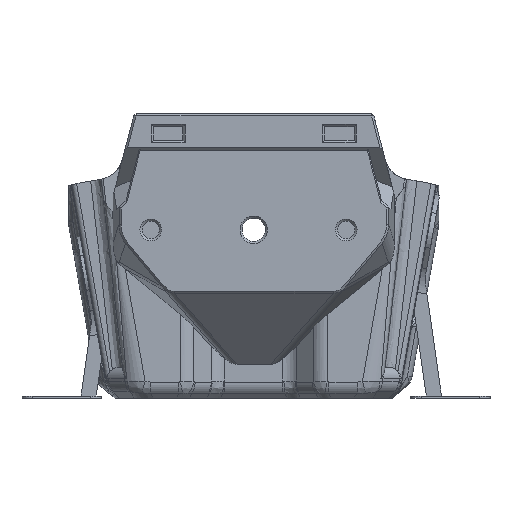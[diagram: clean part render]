
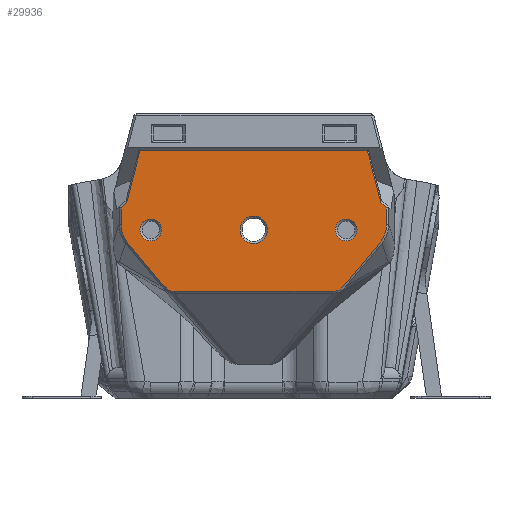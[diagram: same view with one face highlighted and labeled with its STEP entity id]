
A CAD part, front view. The second image highlights one B-rep face of the part: STEP entity #29936.
In plain terms, the highlighted planar face has unit normal (0, -1, 0).
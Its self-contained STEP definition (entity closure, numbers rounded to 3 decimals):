
#1447=B_SPLINE_CURVE_WITH_KNOTS('',3,(#54695,#54696,#54697,#54698),
 .UNSPECIFIED.,.F.,.F.,(4,4),(0.,0.001),
 .UNSPECIFIED.);
#1453=B_SPLINE_CURVE_WITH_KNOTS('',3,(#54755,#54756,#54757,#54758),
 .UNSPECIFIED.,.F.,.F.,(4,4),(0.,0.002),.UNSPECIFIED.);
#1458=B_SPLINE_CURVE_WITH_KNOTS('',3,(#54806,#54807,#54808,#54809),
 .UNSPECIFIED.,.F.,.F.,(4,4),(0.017,0.02),
 .UNSPECIFIED.);
#1462=B_SPLINE_CURVE_WITH_KNOTS('',3,(#54886,#54887,#54888,#54889),
 .UNSPECIFIED.,.F.,.F.,(4,4),(0.,0.001),
 .UNSPECIFIED.);
#1466=B_SPLINE_CURVE_WITH_KNOTS('',3,(#54929,#54930,#54931,#54932),
 .UNSPECIFIED.,.F.,.F.,(4,4),(0.,0.002),.UNSPECIFIED.);
#1471=B_SPLINE_CURVE_WITH_KNOTS('',3,(#54981,#54982,#54983,#54984),
 .UNSPECIFIED.,.F.,.F.,(4,4),(0.,0.004),.UNSPECIFIED.);
#2260=CIRCLE('',#32390,2.6);
#2261=CIRCLE('',#32421,2.05);
#2262=CIRCLE('',#32422,2.05);
#9777=ORIENTED_EDGE('',*,*,#15299,.T.);
#9778=ORIENTED_EDGE('',*,*,#15300,.T.);
#9779=ORIENTED_EDGE('',*,*,#15210,.T.);
#9780=ORIENTED_EDGE('',*,*,#15301,.T.);
#9781=ORIENTED_EDGE('',*,*,#11837,.T.);
#9782=ORIENTED_EDGE('',*,*,#15302,.F.);
#9783=ORIENTED_EDGE('',*,*,#15276,.F.);
#9784=ORIENTED_EDGE('',*,*,#15273,.T.);
#9785=ORIENTED_EDGE('',*,*,#15270,.F.);
#9786=ORIENTED_EDGE('',*,*,#15267,.F.);
#9787=ORIENTED_EDGE('',*,*,#15263,.F.);
#9788=ORIENTED_EDGE('',*,*,#15259,.F.);
#9789=ORIENTED_EDGE('',*,*,#15292,.F.);
#9790=ORIENTED_EDGE('',*,*,#15224,.T.);
#9791=ORIENTED_EDGE('',*,*,#15230,.T.);
#9792=ORIENTED_EDGE('',*,*,#15234,.T.);
#9793=ORIENTED_EDGE('',*,*,#15237,.T.);
#9794=ORIENTED_EDGE('',*,*,#15240,.F.);
#9795=ORIENTED_EDGE('',*,*,#15243,.T.);
#11837=EDGE_CURVE('',#16286,#16285,#19163,.T.);
#15210=EDGE_CURVE('',#18437,#18437,#2260,.F.);
#15224=EDGE_CURVE('',#18449,#18448,#1447,.T.);
#15230=EDGE_CURVE('',#18448,#18454,#1453,.T.);
#15234=EDGE_CURVE('',#18454,#18456,#21021,.T.);
#15237=EDGE_CURVE('',#18456,#18458,#1458,.T.);
#15240=EDGE_CURVE('',#18460,#18458,#21024,.F.);
#15243=EDGE_CURVE('',#18460,#18462,#21027,.T.);
#15259=EDGE_CURVE('',#18471,#18472,#1462,.T.);
#15263=EDGE_CURVE('',#18472,#18475,#1466,.T.);
#15267=EDGE_CURVE('',#18475,#18478,#21039,.T.);
#15270=EDGE_CURVE('',#18478,#18480,#1471,.T.);
#15273=EDGE_CURVE('',#18482,#18480,#21041,.F.);
#15276=EDGE_CURVE('',#18482,#18484,#21044,.T.);
#15292=EDGE_CURVE('',#18449,#18471,#21057,.T.);
#15299=EDGE_CURVE('',#18492,#18492,#2261,.T.);
#15300=EDGE_CURVE('',#18493,#18493,#2262,.T.);
#15301=EDGE_CURVE('',#18462,#16286,#21064,.T.);
#15302=EDGE_CURVE('',#18484,#16285,#21065,.T.);
#16285=VERTEX_POINT('',#40758);
#16286=VERTEX_POINT('',#40760);
#18437=VERTEX_POINT('',#54604);
#18448=VERTEX_POINT('',#54694);
#18449=VERTEX_POINT('',#54699);
#18454=VERTEX_POINT('',#54754);
#18456=VERTEX_POINT('',#54770);
#18458=VERTEX_POINT('',#54805);
#18460=VERTEX_POINT('',#54814);
#18462=VERTEX_POINT('',#54820);
#18471=VERTEX_POINT('',#54885);
#18472=VERTEX_POINT('',#54890);
#18475=VERTEX_POINT('',#54933);
#18478=VERTEX_POINT('',#54947);
#18480=VERTEX_POINT('',#54985);
#18482=VERTEX_POINT('',#54994);
#18484=VERTEX_POINT('',#55000);
#18492=VERTEX_POINT('',#55045);
#18493=VERTEX_POINT('',#55047);
#19163=LINE('',#40759,#21662);
#21021=LINE('',#54771,#23520);
#21024=LINE('',#54815,#23523);
#21027=LINE('',#54821,#23526);
#21039=LINE('',#54946,#23538);
#21041=LINE('',#54993,#23540);
#21044=LINE('',#54999,#23543);
#21057=LINE('',#55031,#23556);
#21064=LINE('',#55048,#23563);
#21065=LINE('',#55049,#23564);
#21662=VECTOR('',#33101,1000.);
#23520=VECTOR('',#38877,1000.);
#23523=VECTOR('',#38882,1000.);
#23526=VECTOR('',#38887,1000.);
#23538=VECTOR('',#38915,1000.);
#23540=VECTOR('',#38919,1000.);
#23543=VECTOR('',#38924,1000.);
#23556=VECTOR('',#38953,1000.);
#23563=VECTOR('',#38974,1000.);
#23564=VECTOR('',#38975,1000.);
#25477=EDGE_LOOP('',(#9777));
#25478=EDGE_LOOP('',(#9778));
#25479=EDGE_LOOP('',(#9779));
#25480=EDGE_LOOP('',(#9780,#9781,#9782,#9783,#9784,#9785,#9786,#9787,#9788,
#9789,#9790,#9791,#9792,#9793,#9794,#9795));
#27311=FACE_BOUND('',#25477,.T.);
#27312=FACE_BOUND('',#25478,.T.);
#27313=FACE_BOUND('',#25479,.T.);
#27314=FACE_BOUND('',#25480,.T.);
#28386=PLANE('',#32420);
#29936=ADVANCED_FACE('',(#27311,#27312,#27313,#27314),#28386,.T.);
#32390=AXIS2_PLACEMENT_3D('',#54603,#38860,#38861);
#32420=AXIS2_PLACEMENT_3D('',#55043,#38968,#38969);
#32421=AXIS2_PLACEMENT_3D('',#55044,#38970,#38971);
#32422=AXIS2_PLACEMENT_3D('',#55046,#38972,#38973);
#33101=DIRECTION('',(-1.,0.,0.));
#38860=DIRECTION('',(0.,-1.,0.));
#38861=DIRECTION('',(0.,0.,-1.));
#38877=DIRECTION('',(0.643,0.,0.766));
#38882=DIRECTION('',(0.,0.,1.));
#38887=DIRECTION('',(-0.714,0.,0.7));
#38915=DIRECTION('',(-0.643,0.,0.766));
#38919=DIRECTION('',(0.,0.,1.));
#38924=DIRECTION('',(0.714,0.,0.7));
#38953=DIRECTION('',(-1.,0.,0.));
#38968=DIRECTION('',(0.,-1.,0.));
#38969=DIRECTION('',(1.,0.,0.));
#38970=DIRECTION('',(0.,1.,0.));
#38971=DIRECTION('',(0.,0.,1.));
#38972=DIRECTION('',(0.,1.,0.));
#38973=DIRECTION('',(0.,0.,1.));
#38974=DIRECTION('',(-0.25,0.,0.968));
#38975=DIRECTION('',(0.25,0.,0.968));
#40758=CARTESIAN_POINT('',(-21.524,-30.914,46.796));
#40759=CARTESIAN_POINT('',(21.765,-30.914,46.796));
#40760=CARTESIAN_POINT('',(21.524,-30.914,46.796));
#54603=CARTESIAN_POINT('',(0.,-30.914,31.85));
#54604=CARTESIAN_POINT('',(0.,-30.914,29.25));
#54694=CARTESIAN_POINT('',(16.377,-30.914,20.624));
#54695=CARTESIAN_POINT('',(15.042,-30.914,20.209));
#54696=CARTESIAN_POINT('',(15.517,-30.914,20.209));
#54697=CARTESIAN_POINT('',(15.969,-30.914,20.384));
#54698=CARTESIAN_POINT('',(16.377,-30.914,20.624));
#54699=CARTESIAN_POINT('',(15.042,-30.914,20.209));
#54754=CARTESIAN_POINT('',(17.431,-30.914,21.735));
#54755=CARTESIAN_POINT('',(16.377,-30.914,20.624));
#54756=CARTESIAN_POINT('',(16.749,-30.914,20.974));
#54757=CARTESIAN_POINT('',(17.102,-30.914,21.344));
#54758=CARTESIAN_POINT('',(17.431,-30.914,21.735));
#54770=CARTESIAN_POINT('',(23.973,-30.914,29.532));
#54771=CARTESIAN_POINT('',(15.763,-30.914,19.748));
#54805=CARTESIAN_POINT('',(25.107,-30.914,32.789));
#54806=CARTESIAN_POINT('',(23.973,-30.914,29.532));
#54807=CARTESIAN_POINT('',(24.733,-30.914,30.439));
#54808=CARTESIAN_POINT('',(25.107,-30.914,31.616));
#54809=CARTESIAN_POINT('',(25.107,-30.914,32.789));
#54814=CARTESIAN_POINT('',(25.107,-30.914,35.993));
#54815=CARTESIAN_POINT('',(25.107,-30.914,32.976));
#54820=CARTESIAN_POINT('',(24.05,-30.914,37.028));
#54821=CARTESIAN_POINT('',(13.808,-30.914,47.065));
#54885=CARTESIAN_POINT('',(-15.042,-30.914,20.209));
#54886=CARTESIAN_POINT('',(-15.042,-30.914,20.209));
#54887=CARTESIAN_POINT('',(-15.517,-30.914,20.209));
#54888=CARTESIAN_POINT('',(-15.969,-30.914,20.384));
#54889=CARTESIAN_POINT('',(-16.377,-30.914,20.624));
#54890=CARTESIAN_POINT('',(-16.377,-30.914,20.624));
#54929=CARTESIAN_POINT('',(-16.377,-30.914,20.624));
#54930=CARTESIAN_POINT('',(-16.749,-30.914,20.974));
#54931=CARTESIAN_POINT('',(-17.102,-30.914,21.344));
#54932=CARTESIAN_POINT('',(-17.431,-30.914,21.735));
#54933=CARTESIAN_POINT('',(-17.431,-30.914,21.735));
#54946=CARTESIAN_POINT('',(-15.763,-30.914,19.748));
#54947=CARTESIAN_POINT('',(-23.973,-30.914,29.532));
#54981=CARTESIAN_POINT('',(-23.973,-30.914,29.532));
#54982=CARTESIAN_POINT('',(-24.732,-30.914,30.438));
#54983=CARTESIAN_POINT('',(-25.107,-30.914,31.609));
#54984=CARTESIAN_POINT('',(-25.107,-30.914,32.789));
#54985=CARTESIAN_POINT('',(-25.107,-30.914,32.789));
#54993=CARTESIAN_POINT('',(-25.107,-30.914,32.976));
#54994=CARTESIAN_POINT('',(-25.107,-30.914,35.993));
#54999=CARTESIAN_POINT('',(-13.808,-30.914,47.065));
#55000=CARTESIAN_POINT('',(-24.05,-30.914,37.028));
#55031=CARTESIAN_POINT('',(0.,-30.914,20.209));
#55043=CARTESIAN_POINT('',(0.,-30.914,33.146));
#55044=CARTESIAN_POINT('',(17.499,-30.914,31.853));
#55045=CARTESIAN_POINT('',(17.499,-30.914,33.903));
#55046=CARTESIAN_POINT('',(-19.501,-30.914,31.853));
#55047=CARTESIAN_POINT('',(-19.501,-30.914,33.903));
#55048=CARTESIAN_POINT('',(23.483,-30.914,39.22));
#55049=CARTESIAN_POINT('',(-23.525,-30.914,39.06));
